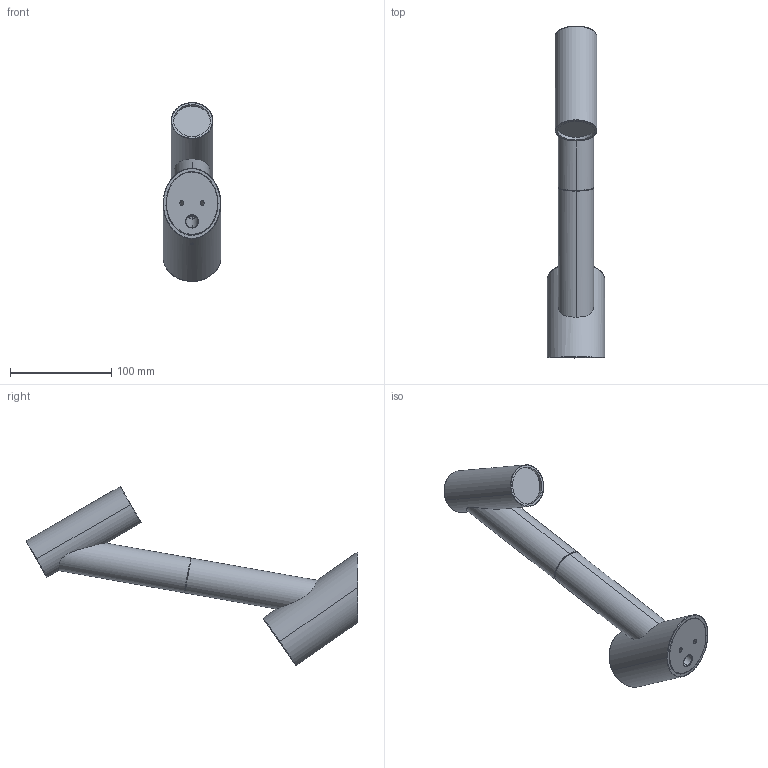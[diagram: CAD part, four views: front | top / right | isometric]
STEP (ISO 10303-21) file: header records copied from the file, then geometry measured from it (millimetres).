
FILE_DESCRIPTION (( 'STEP AP203' ), '1' );
FILE_NAME ('Giraffa Lamp .STEP', '2017-04-21T00:58:35', ( '' ), ( '' ), 'SwSTEP 2.0', 'SolidWorks 2017', '' );
FILE_SCHEMA (( 'CONFIG_CONTROL_DESIGN' ));
Length unit declared in the file: millimetre
Products named in the file (1): Giraffa Lamp 
Bounding box: 57.15 x 328.45 x 176.9 mm (x, y, z)
Surface area: 78770.2 mm2 (no closed solid volume)
Topology: 0 solids, 15 shells, 73 faces, 468 edges, 410 vertices
Faces by surface type: cylinder 26, bspline 25, plane 22
Entity records: 12802 total; most frequent: CARTESIAN_POINT 9964, ORIENTED_EDGE 584, EDGE_CURVE 468, VERTEX_POINT 410, DIRECTION 319, B_SPLINE_CURVE_WITH_KNOTS 289, AXIS2_PLACEMENT_3D 117, EDGE_LOOP 96
